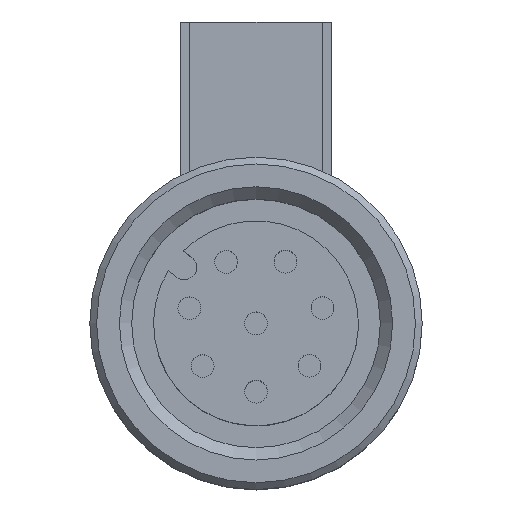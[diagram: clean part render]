
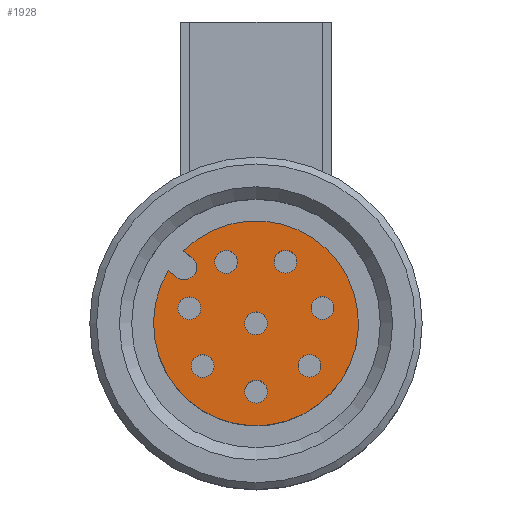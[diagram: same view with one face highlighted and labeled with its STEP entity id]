
A CAD part, top view. The second image highlights one B-rep face of the part: STEP entity #1928.
In plain terms, the highlighted face is planar.
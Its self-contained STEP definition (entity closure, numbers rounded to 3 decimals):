
#37=PLANE('',#2069);
#81=LINE('',#2692,#151);
#84=LINE('',#2700,#154);
#151=VECTOR('',#2272,1000.);
#154=VECTOR('',#2281,1000.);
#292=ORIENTED_EDGE('',*,*,#580,.T.);
#293=ORIENTED_EDGE('',*,*,#578,.T.);
#294=ORIENTED_EDGE('',*,*,#576,.T.);
#295=ORIENTED_EDGE('',*,*,#574,.T.);
#296=ORIENTED_EDGE('',*,*,#572,.T.);
#297=ORIENTED_EDGE('',*,*,#570,.T.);
#298=ORIENTED_EDGE('',*,*,#568,.T.);
#299=ORIENTED_EDGE('',*,*,#566,.T.);
#300=ORIENTED_EDGE('',*,*,#560,.F.);
#301=ORIENTED_EDGE('',*,*,#582,.T.);
#302=ORIENTED_EDGE('',*,*,#564,.F.);
#303=ORIENTED_EDGE('',*,*,#562,.F.);
#560=EDGE_CURVE('',#717,#718,#81,.T.);
#562=EDGE_CURVE('',#718,#719,#837,.T.);
#564=EDGE_CURVE('',#719,#720,#84,.T.);
#566=EDGE_CURVE('',#721,#721,#838,.T.);
#568=EDGE_CURVE('',#723,#723,#840,.T.);
#570=EDGE_CURVE('',#725,#725,#842,.T.);
#572=EDGE_CURVE('',#727,#727,#844,.T.);
#574=EDGE_CURVE('',#729,#729,#846,.T.);
#576=EDGE_CURVE('',#731,#731,#848,.T.);
#578=EDGE_CURVE('',#733,#733,#850,.T.);
#580=EDGE_CURVE('',#735,#735,#852,.T.);
#582=EDGE_CURVE('',#717,#720,#854,.T.);
#717=VERTEX_POINT('',#2691);
#718=VERTEX_POINT('',#2693);
#719=VERTEX_POINT('',#2697);
#720=VERTEX_POINT('',#2701);
#721=VERTEX_POINT('',#2705);
#723=VERTEX_POINT('',#2710);
#725=VERTEX_POINT('',#2715);
#727=VERTEX_POINT('',#2720);
#729=VERTEX_POINT('',#2725);
#731=VERTEX_POINT('',#2730);
#733=VERTEX_POINT('',#2735);
#735=VERTEX_POINT('',#2740);
#837=CIRCLE('',#2041,4.5);
#838=CIRCLE('',#2044,0.5);
#840=CIRCLE('',#2047,0.5);
#842=CIRCLE('',#2050,0.5);
#844=CIRCLE('',#2053,0.5);
#846=CIRCLE('',#2056,0.5);
#848=CIRCLE('',#2059,0.5);
#850=CIRCLE('',#2062,0.5);
#852=CIRCLE('',#2065,0.5);
#854=CIRCLE('',#2068,0.55);
#960=EDGE_LOOP('',(#292));
#961=EDGE_LOOP('',(#293));
#962=EDGE_LOOP('',(#294));
#963=EDGE_LOOP('',(#295));
#964=EDGE_LOOP('',(#296));
#965=EDGE_LOOP('',(#297));
#966=EDGE_LOOP('',(#298));
#967=EDGE_LOOP('',(#299));
#968=EDGE_LOOP('',(#300,#301,#302,#303));
#1110=FACE_BOUND('',#960,.T.);
#1111=FACE_BOUND('',#961,.T.);
#1112=FACE_BOUND('',#962,.T.);
#1113=FACE_BOUND('',#963,.T.);
#1114=FACE_BOUND('',#964,.T.);
#1115=FACE_BOUND('',#965,.T.);
#1116=FACE_BOUND('',#966,.T.);
#1117=FACE_BOUND('',#967,.T.);
#1118=FACE_BOUND('',#968,.T.);
#1928=ADVANCED_FACE('',(#1110,#1111,#1112,#1113,#1114,#1115,#1116,#1117,
#1118),#37,.F.);
#2041=AXIS2_PLACEMENT_3D('',#2696,#2276,#2277);
#2044=AXIS2_PLACEMENT_3D('',#2704,#2285,#2286);
#2047=AXIS2_PLACEMENT_3D('',#2709,#2291,#2292);
#2050=AXIS2_PLACEMENT_3D('',#2714,#2297,#2298);
#2053=AXIS2_PLACEMENT_3D('',#2719,#2303,#2304);
#2056=AXIS2_PLACEMENT_3D('',#2724,#2309,#2310);
#2059=AXIS2_PLACEMENT_3D('',#2729,#2315,#2316);
#2062=AXIS2_PLACEMENT_3D('',#2734,#2321,#2322);
#2065=AXIS2_PLACEMENT_3D('',#2739,#2327,#2328);
#2068=AXIS2_PLACEMENT_3D('',#2744,#2333,#2334);
#2069=AXIS2_PLACEMENT_3D('',#2745,#2335,#2336);
#2272=DIRECTION('',(0.,0.616,-0.788));
#2276=DIRECTION('',(1.,0.,0.));
#2277=DIRECTION('',(0.,0.,-1.));
#2281=DIRECTION('',(0.,-0.616,0.788));
#2285=DIRECTION('',(1.,0.,0.));
#2286=DIRECTION('',(0.,0.,-1.));
#2291=DIRECTION('',(1.,0.,0.));
#2292=DIRECTION('',(0.,0.,-1.));
#2297=DIRECTION('',(1.,0.,0.));
#2298=DIRECTION('',(0.,0.,-1.));
#2303=DIRECTION('',(1.,0.,0.));
#2304=DIRECTION('',(0.,0.,-1.));
#2309=DIRECTION('',(1.,0.,0.));
#2310=DIRECTION('',(0.,0.,-1.));
#2315=DIRECTION('',(1.,0.,0.));
#2316=DIRECTION('',(0.,0.,-1.));
#2321=DIRECTION('',(1.,0.,0.));
#2322=DIRECTION('',(0.,0.,-1.));
#2327=DIRECTION('',(1.,0.,0.));
#2328=DIRECTION('',(0.,0.,-1.));
#2333=DIRECTION('',(1.,0.,0.));
#2334=DIRECTION('',(0.,0.,-1.));
#2335=DIRECTION('',(1.,0.,0.));
#2336=DIRECTION('',(0.,0.,-1.));
#2691=CARTESIAN_POINT('',(-1.85,2.896,-2.813));
#2692=CARTESIAN_POINT('',(-1.85,2.896,-2.813));
#2693=CARTESIAN_POINT('',(-1.85,3.183,-3.181));
#2696=CARTESIAN_POINT('',(-1.85,0.,0.));
#2697=CARTESIAN_POINT('',(-1.85,2.316,-3.858));
#2700=CARTESIAN_POINT('',(-1.85,2.316,-3.858));
#2701=CARTESIAN_POINT('',(-1.85,2.029,-3.491));
#2704=CARTESIAN_POINT('',(-1.85,0.66,-2.926));
#2705=CARTESIAN_POINT('',(-1.85,0.66,-3.426));
#2709=CARTESIAN_POINT('',(-1.85,-1.876,-2.341));
#2710=CARTESIAN_POINT('',(-1.85,-1.876,-2.841));
#2714=CARTESIAN_POINT('',(-1.85,2.7,-1.308));
#2715=CARTESIAN_POINT('',(-1.85,2.7,-1.808));
#2719=CARTESIAN_POINT('',(-1.85,0.,0.));
#2720=CARTESIAN_POINT('',(-1.85,0.,-0.5));
#2724=CARTESIAN_POINT('',(-1.85,-3.,0.007));
#2725=CARTESIAN_POINT('',(-1.85,-3.,-0.493));
#2729=CARTESIAN_POINT('',(-1.85,2.706,1.295));
#2730=CARTESIAN_POINT('',(-1.85,2.706,0.795));
#2734=CARTESIAN_POINT('',(-1.85,-1.865,2.35));
#2735=CARTESIAN_POINT('',(-1.85,-1.865,1.85));
#2739=CARTESIAN_POINT('',(-1.85,0.675,2.923));
#2740=CARTESIAN_POINT('',(-1.85,0.675,2.423));
#2744=CARTESIAN_POINT('',(-1.85,2.463,-3.152));
#2745=CARTESIAN_POINT('',(-1.85,0.,0.));
